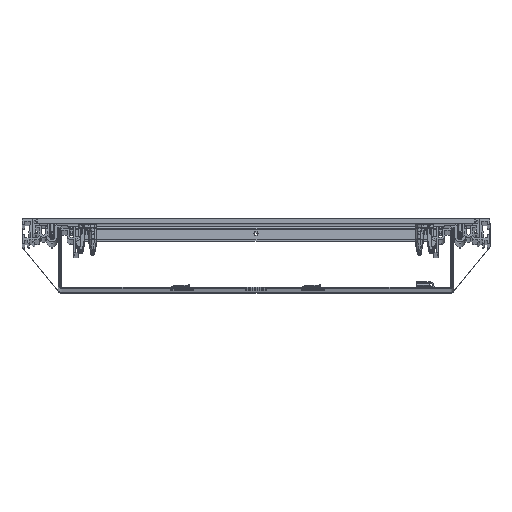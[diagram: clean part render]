
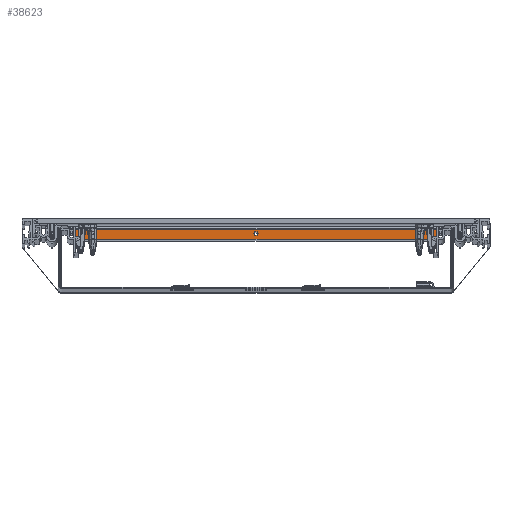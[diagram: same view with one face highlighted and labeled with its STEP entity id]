
A CAD part, top view. The second image highlights one B-rep face of the part: STEP entity #38623.
In plain terms, the highlighted face is planar.
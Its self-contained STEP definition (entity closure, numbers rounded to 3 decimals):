
#275 = CIRCLE ( 'NONE', #49360, 1.75 ) ;
#516 = ORIENTED_EDGE ( 'NONE', *, *, #25563, .T. ) ;
#657 = CARTESIAN_POINT ( 'NONE',  ( 19.65, -11.09, -149.26 ) ) ;
#781 = CARTESIAN_POINT ( 'NONE',  ( 19.65, -2.6, -155.35 ) ) ;
#855 = DIRECTION ( 'NONE',  ( 0., 0., 1. ) ) ;
#1537 = ORIENTED_EDGE ( 'NONE', *, *, #6924, .T. ) ;
#1598 = CARTESIAN_POINT ( 'NONE',  ( 19.65, -10.5, -150.557 ) ) ;
#2028 = CARTESIAN_POINT ( 'NONE',  ( 19.65, 0., 161.25 ) ) ;
#2231 = CIRCLE ( 'NONE', #37391, 1.75 ) ;
#2658 = CARTESIAN_POINT ( 'NONE',  ( 19.65, -9.5, -155.35 ) ) ;
#2889 = EDGE_CURVE ( 'NONE', #28089, #6242, #29104, .T. ) ;
#3263 = VERTEX_POINT ( 'NONE', #14178 ) ;
#3435 = CARTESIAN_POINT ( 'NONE',  ( 19.65, -6., 0. ) ) ;
#3438 = DIRECTION ( 'NONE',  ( 1., 0., 0. ) ) ;
#3695 = EDGE_LOOP ( 'NONE', ( #34024, #14355, #10721, #1537, #516, #21774, #10118, #18053, #3833, #11486, #8733, #24972 ) ) ;
#3833 = ORIENTED_EDGE ( 'NONE', *, *, #36440, .T. ) ;
#5382 = DIRECTION ( 'NONE',  ( 0., 0., 1. ) ) ;
#5683 = EDGE_CURVE ( 'NONE', #38867, #28089, #46827, .T. ) ;
#6132 = DIRECTION ( 'NONE',  ( 0., 0., 1. ) ) ;
#6134 = VERTEX_POINT ( 'NONE', #35968 ) ;
#6242 = VERTEX_POINT ( 'NONE', #2658 ) ;
#6924 = EDGE_CURVE ( 'NONE', #31488, #6134, #31748, .T. ) ;
#7108 = VERTEX_POINT ( 'NONE', #657 ) ;
#7171 = AXIS2_PLACEMENT_3D ( 'NONE', #34325, #13932, #29550 ) ;
#7590 = FACE_OUTER_BOUND ( 'NONE', #3695, .T. ) ;
#8191 = CARTESIAN_POINT ( 'NONE',  ( 19.65, -10., 161.25 ) ) ;
#8733 = ORIENTED_EDGE ( 'NONE', *, *, #15948, .T. ) ;
#10118 = ORIENTED_EDGE ( 'NONE', *, *, #19891, .T. ) ;
#10600 = CARTESIAN_POINT ( 'NONE',  ( 19.65, -10., -150.557 ) ) ;
#10721 = ORIENTED_EDGE ( 'NONE', *, *, #18943, .F. ) ;
#11486 = ORIENTED_EDGE ( 'NONE', *, *, #35107, .F. ) ;
#11521 = LINE ( 'NONE', #30975, #50274 ) ;
#12007 = AXIS2_PLACEMENT_3D ( 'NONE', #47221, #35652, #36180 ) ;
#12282 = VECTOR ( 'NONE', #5382, 1000. ) ;
#12899 = EDGE_CURVE ( 'NONE', #3263, #38867, #12976, .T. ) ;
#12976 = CIRCLE ( 'NONE', #17882, 0.5 ) ;
#13048 = VECTOR ( 'NONE', #30268, 1000. ) ;
#13912 = VERTEX_POINT ( 'NONE', #42368 ) ;
#13932 = DIRECTION ( 'NONE',  ( -1., 0., 0. ) ) ;
#14178 = CARTESIAN_POINT ( 'NONE',  ( 19.65, -10.146, -150.204 ) ) ;
#14355 = ORIENTED_EDGE ( 'NONE', *, *, #2889, .T. ) ;
#15696 = DIRECTION ( 'NONE',  ( 0., 0., 1. ) ) ;
#15749 = CARTESIAN_POINT ( 'NONE',  ( 19.65, 0., 155.35 ) ) ;
#15858 = LINE ( 'NONE', #8191, #38027 ) ;
#15948 = EDGE_CURVE ( 'NONE', #7108, #3263, #41769, .T. ) ;
#17882 = AXIS2_PLACEMENT_3D ( 'NONE', #1598, #43363, #20294 ) ;
#18053 = ORIENTED_EDGE ( 'NONE', *, *, #25760, .T. ) ;
#18608 = CIRCLE ( 'NONE', #7171, 0.5 ) ;
#18625 = VERTEX_POINT ( 'NONE', #44596 ) ;
#18943 = EDGE_CURVE ( 'NONE', #31488, #6242, #11521, .T. ) ;
#19043 = DIRECTION ( 'NONE',  ( 0., 0., 1. ) ) ;
#19891 = EDGE_CURVE ( 'NONE', #36623, #46031, #15858, .T. ) ;
#20043 = CARTESIAN_POINT ( 'NONE',  ( 19.65, -6., 0. ) ) ;
#20294 = DIRECTION ( 'NONE',  ( 0., -1., 0. ) ) ;
#21774 = ORIENTED_EDGE ( 'NONE', *, *, #26880, .T. ) ;
#23498 = VECTOR ( 'NONE', #31112, 1000. ) ;
#23998 = DIRECTION ( 'NONE',  ( 0., 0., -1. ) ) ;
#24101 = VERTEX_POINT ( 'NONE', #47376 ) ;
#24262 = CIRCLE ( 'NONE', #12007, 0.5 ) ;
#24972 = ORIENTED_EDGE ( 'NONE', *, *, #12899, .T. ) ;
#25510 = DIRECTION ( 'NONE',  ( 0., -1., 0. ) ) ;
#25563 = EDGE_CURVE ( 'NONE', #6134, #24101, #31356, .T. ) ;
#25760 = EDGE_CURVE ( 'NONE', #46031, #13912, #18608, .T. ) ;
#25820 = ORIENTED_EDGE ( 'NONE', *, *, #32677, .F. ) ;
#25855 = ORIENTED_EDGE ( 'NONE', *, *, #45675, .F. ) ;
#26880 = EDGE_CURVE ( 'NONE', #24101, #36623, #24262, .T. ) ;
#28089 = VERTEX_POINT ( 'NONE', #33824 ) ;
#28128 = EDGE_LOOP ( 'NONE', ( #25855, #25820 ) ) ;
#29104 = CIRCLE ( 'NONE', #39722, 0.5 ) ;
#29550 = DIRECTION ( 'NONE',  ( 0., -1., 0. ) ) ;
#30268 = DIRECTION ( 'NONE',  ( 0., -0.707, -0.707 ) ) ;
#30975 = CARTESIAN_POINT ( 'NONE',  ( 19.65, 0., -155.35 ) ) ;
#31112 = DIRECTION ( 'NONE',  ( 0., -1., 0. ) ) ;
#31356 = LINE ( 'NONE', #15749, #23498 ) ;
#31488 = VERTEX_POINT ( 'NONE', #35454 ) ;
#31672 = CARTESIAN_POINT ( 'NONE',  ( 19.65, -10., 161.25 ) ) ;
#31748 = LINE ( 'NONE', #781, #12282 ) ;
#32173 = VERTEX_POINT ( 'NONE', #46318 ) ;
#32269 = CARTESIAN_POINT ( 'NONE',  ( 19.65, -10., 150.557 ) ) ;
#32677 = EDGE_CURVE ( 'NONE', #32173, #18625, #2231, .T. ) ;
#33436 = CARTESIAN_POINT ( 'NONE',  ( 19.65, -9.5, -154.85 ) ) ;
#33824 = CARTESIAN_POINT ( 'NONE',  ( 19.65, -10., -154.85 ) ) ;
#34024 = ORIENTED_EDGE ( 'NONE', *, *, #5683, .T. ) ;
#34066 = CARTESIAN_POINT ( 'NONE',  ( 19.65, -11.09, -149.26 ) ) ;
#34325 = CARTESIAN_POINT ( 'NONE',  ( 19.65, -10.5, 150.557 ) ) ;
#34601 = CARTESIAN_POINT ( 'NONE',  ( 19.65, -10., 154.85 ) ) ;
#34801 = DIRECTION ( 'NONE',  ( 0., 0., -1. ) ) ;
#34807 = DIRECTION ( 'NONE',  ( 0., 0.707, -0.707 ) ) ;
#35107 = EDGE_CURVE ( 'NONE', #7108, #49895, #48256, .T. ) ;
#35454 = CARTESIAN_POINT ( 'NONE',  ( 19.65, -2.6, -155.35 ) ) ;
#35652 = DIRECTION ( 'NONE',  ( 1., 0., 0. ) ) ;
#35968 = CARTESIAN_POINT ( 'NONE',  ( 19.65, -2.6, 155.35 ) ) ;
#36180 = DIRECTION ( 'NONE',  ( 0., -1., 0. ) ) ;
#36440 = EDGE_CURVE ( 'NONE', #13912, #49895, #44898, .T. ) ;
#36599 = DIRECTION ( 'NONE',  ( 0., -1., 0. ) ) ;
#36623 = VERTEX_POINT ( 'NONE', #34601 ) ;
#37391 = AXIS2_PLACEMENT_3D ( 'NONE', #3435, #39520, #15696 ) ;
#37498 = VECTOR ( 'NONE', #855, 1000. ) ;
#38027 = VECTOR ( 'NONE', #34801, 1000. ) ;
#38567 = FACE_BOUND ( 'NONE', #28128, .T. ) ;
#38623 = ADVANCED_FACE ( 'NONE', ( #38567, #7590 ), #42673, .F. ) ;
#38867 = VERTEX_POINT ( 'NONE', #10600 ) ;
#39520 = DIRECTION ( 'NONE',  ( 1., 0., 0. ) ) ;
#39722 = AXIS2_PLACEMENT_3D ( 'NONE', #33436, #44725, #25510 ) ;
#39772 = CARTESIAN_POINT ( 'NONE',  ( 19.65, -11.09, -150.35 ) ) ;
#41208 = DIRECTION ( 'NONE',  ( -1., 0., 0. ) ) ;
#41769 = LINE ( 'NONE', #34066, #48349 ) ;
#42368 = CARTESIAN_POINT ( 'NONE',  ( 19.65, -10.146, 150.204 ) ) ;
#42673 = PLANE ( 'NONE',  #50508 ) ;
#43363 = DIRECTION ( 'NONE',  ( -1., 0., 0. ) ) ;
#44596 = CARTESIAN_POINT ( 'NONE',  ( 19.65, -6., 1.75 ) ) ;
#44725 = DIRECTION ( 'NONE',  ( 1., 0., 0. ) ) ;
#44898 = LINE ( 'NONE', #49258, #13048 ) ;
#45675 = EDGE_CURVE ( 'NONE', #18625, #32173, #275, .T. ) ;
#46031 = VERTEX_POINT ( 'NONE', #32269 ) ;
#46318 = CARTESIAN_POINT ( 'NONE',  ( 19.65, -6., -1.75 ) ) ;
#46786 = VECTOR ( 'NONE', #23998, 1000. ) ;
#46827 = LINE ( 'NONE', #31672, #46786 ) ;
#47221 = CARTESIAN_POINT ( 'NONE',  ( 19.65, -9.5, 154.85 ) ) ;
#47376 = CARTESIAN_POINT ( 'NONE',  ( 19.65, -9.5, 155.35 ) ) ;
#48256 = LINE ( 'NONE', #39772, #37498 ) ;
#48349 = VECTOR ( 'NONE', #34807, 1000. ) ;
#49258 = CARTESIAN_POINT ( 'NONE',  ( 19.65, -11.09, 149.26 ) ) ;
#49360 = AXIS2_PLACEMENT_3D ( 'NONE', #20043, #3438, #19043 ) ;
#49708 = CARTESIAN_POINT ( 'NONE',  ( 19.65, -11.09, 149.26 ) ) ;
#49895 = VERTEX_POINT ( 'NONE', #49708 ) ;
#50274 = VECTOR ( 'NONE', #36599, 1000. ) ;
#50508 = AXIS2_PLACEMENT_3D ( 'NONE', #2028, #41208, #6132 ) ;
